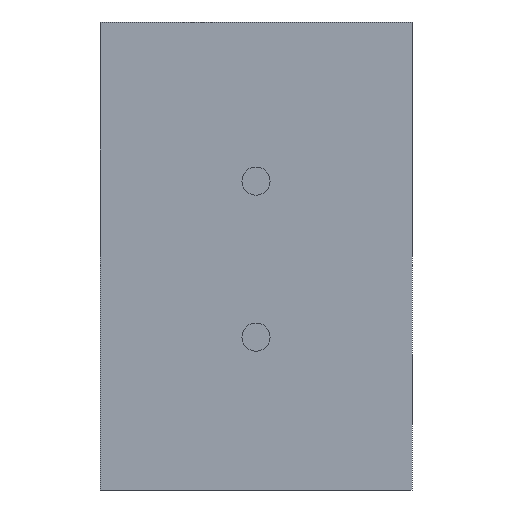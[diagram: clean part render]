
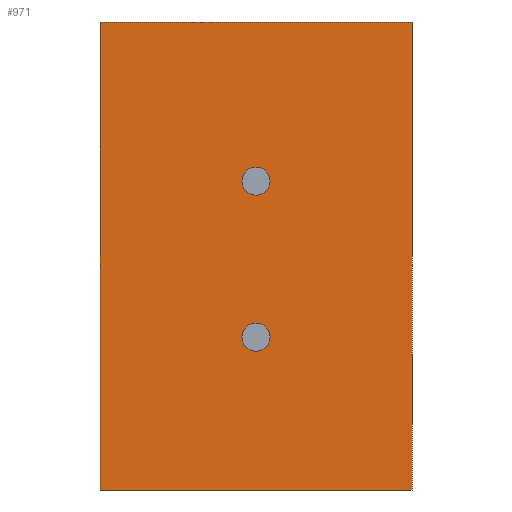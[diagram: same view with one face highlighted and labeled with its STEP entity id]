
A CAD part, front view. The second image highlights one B-rep face of the part: STEP entity #971.
In plain terms, the highlighted planar face has unit normal (0, -1, 0).
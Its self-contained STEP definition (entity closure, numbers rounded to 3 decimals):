
#140 = CIRCLE ( 'NONE', #1475, 0.45 ) ;
#192 = AXIS2_PLACEMENT_3D ( 'NONE', #946, #1634, #540 ) ;
#223 = ORIENTED_EDGE ( 'NONE', *, *, #2694, .T. ) ;
#266 = CARTESIAN_POINT ( 'NONE',  ( 10., 0., 0. ) ) ;
#333 = FACE_OUTER_BOUND ( 'NONE', #2267, .T. ) ;
#337 = CARTESIAN_POINT ( 'NONE',  ( 4.55, 0., 9.9 ) ) ;
#372 = CARTESIAN_POINT ( 'NONE',  ( 4.55, 0., 4.9 ) ) ;
#404 = DIRECTION ( 'NONE',  ( 0., 0., -1. ) ) ;
#444 = VERTEX_POINT ( 'NONE', #337 ) ;
#500 = AXIS2_PLACEMENT_3D ( 'NONE', #2917, #627, #1780 ) ;
#540 = DIRECTION ( 'NONE',  ( -1., 0., 0. ) ) ;
#600 = CARTESIAN_POINT ( 'NONE',  ( 10., 0., 15. ) ) ;
#627 = DIRECTION ( 'NONE',  ( 0., -1., 0. ) ) ;
#635 = VECTOR ( 'NONE', #1097, 1000. ) ;
#649 = LINE ( 'NONE', #600, #635 ) ;
#665 = CARTESIAN_POINT ( 'NONE',  ( 5.45, 0., 4.9 ) ) ;
#718 = AXIS2_PLACEMENT_3D ( 'NONE', #1270, #1223, #2131 ) ;
#720 = ORIENTED_EDGE ( 'NONE', *, *, #2463, .F. ) ;
#729 = ORIENTED_EDGE ( 'NONE', *, *, #2735, .F. ) ;
#785 = FACE_BOUND ( 'NONE', #853, .T. ) ;
#795 = ORIENTED_EDGE ( 'NONE', *, *, #1042, .F. ) ;
#821 = CARTESIAN_POINT ( 'NONE',  ( 10., 0., 15. ) ) ;
#831 = VECTOR ( 'NONE', #404, 1000. ) ;
#853 = EDGE_LOOP ( 'NONE', ( #2461, #795 ) ) ;
#946 = CARTESIAN_POINT ( 'NONE',  ( 5., 0., 9.9 ) ) ;
#971 = ADVANCED_FACE ( 'NONE', ( #1940, #785, #333 ), #1306, .F. ) ;
#1042 = EDGE_CURVE ( 'NONE', #1781, #444, #140, .T. ) ;
#1088 = CARTESIAN_POINT ( 'NONE',  ( 10., 0., 15. ) ) ;
#1097 = DIRECTION ( 'NONE',  ( 1., 0., 0. ) ) ;
#1196 = LINE ( 'NONE', #266, #1545 ) ;
#1223 = DIRECTION ( 'NONE',  ( 0., -1., 0. ) ) ;
#1270 = CARTESIAN_POINT ( 'NONE',  ( 5., 0., 4.9 ) ) ;
#1306 = PLANE ( 'NONE',  #2719 ) ;
#1379 = CARTESIAN_POINT ( 'NONE',  ( 0., 0., 15. ) ) ;
#1382 = CARTESIAN_POINT ( 'NONE',  ( 0., 0., 0. ) ) ;
#1387 = VERTEX_POINT ( 'NONE', #1379 ) ;
#1403 = DIRECTION ( 'NONE',  ( 1., 0., 0. ) ) ;
#1475 = AXIS2_PLACEMENT_3D ( 'NONE', #2865, #2708, #2299 ) ;
#1489 = VECTOR ( 'NONE', #2423, 1000. ) ;
#1490 = EDGE_CURVE ( 'NONE', #2278, #1763, #2666, .T. ) ;
#1509 = LINE ( 'NONE', #2129, #1489 ) ;
#1545 = VECTOR ( 'NONE', #1403, 1000. ) ;
#1634 = DIRECTION ( 'NONE',  ( 0., -1., 0. ) ) ;
#1691 = EDGE_CURVE ( 'NONE', #444, #1781, #2012, .T. ) ;
#1717 = CARTESIAN_POINT ( 'NONE',  ( 10., 0., 15. ) ) ;
#1763 = VERTEX_POINT ( 'NONE', #372 ) ;
#1780 = DIRECTION ( 'NONE',  ( -1., 0., 0. ) ) ;
#1781 = VERTEX_POINT ( 'NONE', #2394 ) ;
#1794 = EDGE_LOOP ( 'NONE', ( #729, #2595 ) ) ;
#1797 = VERTEX_POINT ( 'NONE', #1717 ) ;
#1940 = FACE_BOUND ( 'NONE', #1794, .T. ) ;
#1976 = VERTEX_POINT ( 'NONE', #1382 ) ;
#2012 = CIRCLE ( 'NONE', #192, 0.45 ) ;
#2129 = CARTESIAN_POINT ( 'NONE',  ( 0., 0., 15. ) ) ;
#2131 = DIRECTION ( 'NONE',  ( -1., 0., 0. ) ) ;
#2133 = ORIENTED_EDGE ( 'NONE', *, *, #2207, .F. ) ;
#2156 = VERTEX_POINT ( 'NONE', #2679 ) ;
#2200 = ORIENTED_EDGE ( 'NONE', *, *, #2543, .T. ) ;
#2207 = EDGE_CURVE ( 'NONE', #1797, #2156, #2862, .T. ) ;
#2263 = CIRCLE ( 'NONE', #500, 0.45 ) ;
#2267 = EDGE_LOOP ( 'NONE', ( #2200, #2133, #720, #223 ) ) ;
#2278 = VERTEX_POINT ( 'NONE', #665 ) ;
#2299 = DIRECTION ( 'NONE',  ( -1., 0., 0. ) ) ;
#2394 = CARTESIAN_POINT ( 'NONE',  ( 5.45, 0., 9.9 ) ) ;
#2423 = DIRECTION ( 'NONE',  ( 0., 0., -1. ) ) ;
#2461 = ORIENTED_EDGE ( 'NONE', *, *, #1691, .F. ) ;
#2463 = EDGE_CURVE ( 'NONE', #1387, #1797, #649, .T. ) ;
#2543 = EDGE_CURVE ( 'NONE', #1976, #2156, #1196, .T. ) ;
#2595 = ORIENTED_EDGE ( 'NONE', *, *, #1490, .F. ) ;
#2641 = DIRECTION ( 'NONE',  ( -1., 0., 0. ) ) ;
#2666 = CIRCLE ( 'NONE', #718, 0.45 ) ;
#2679 = CARTESIAN_POINT ( 'NONE',  ( 10., 0., 0. ) ) ;
#2694 = EDGE_CURVE ( 'NONE', #1387, #1976, #1509, .T. ) ;
#2708 = DIRECTION ( 'NONE',  ( 0., -1., 0. ) ) ;
#2719 = AXIS2_PLACEMENT_3D ( 'NONE', #821, #2874, #2641 ) ;
#2735 = EDGE_CURVE ( 'NONE', #1763, #2278, #2263, .T. ) ;
#2862 = LINE ( 'NONE', #1088, #831 ) ;
#2865 = CARTESIAN_POINT ( 'NONE',  ( 5., 0., 9.9 ) ) ;
#2874 = DIRECTION ( 'NONE',  ( 0., 1., 0. ) ) ;
#2917 = CARTESIAN_POINT ( 'NONE',  ( 5., 0., 4.9 ) ) ;
